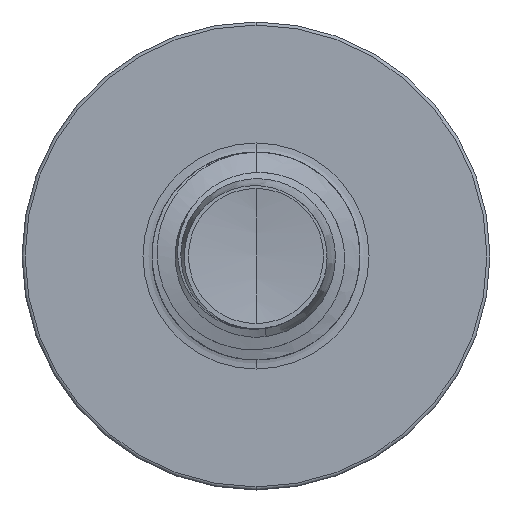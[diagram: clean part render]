
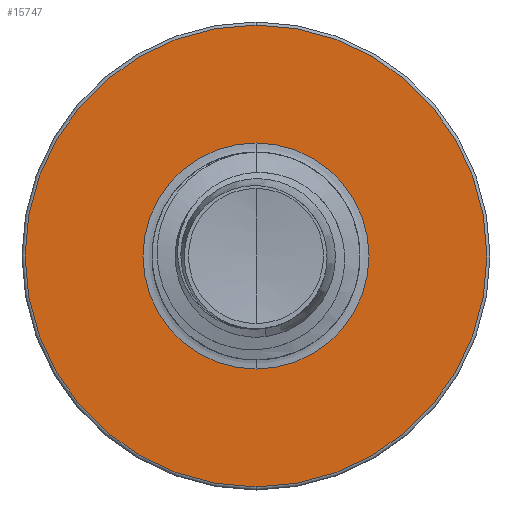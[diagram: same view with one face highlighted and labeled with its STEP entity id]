
A CAD part, front view. The second image highlights one B-rep face of the part: STEP entity #15747.
In plain terms, the highlighted planar face has unit normal (0, -1, 0).
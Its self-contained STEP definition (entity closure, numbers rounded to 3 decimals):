
#747 = DIRECTION ( 'NONE',  ( 0., 1., 0. ) ) ;
#828 = AXIS2_PLACEMENT_3D ( 'NONE', #14820, #2457, #16233 ) ;
#1279 = AXIS2_PLACEMENT_3D ( 'NONE', #17550, #6974, #18626 ) ;
#1567 = ORIENTED_EDGE ( 'NONE', *, *, #20997, .F. ) ;
#2457 = DIRECTION ( 'NONE',  ( 0., 1., 0. ) ) ;
#3057 = CARTESIAN_POINT ( 'NONE',  ( 0., 10., 4.44 ) ) ;
#3240 = CARTESIAN_POINT ( 'NONE',  ( 0., 10., -4.44 ) ) ;
#3535 = VERTEX_POINT ( 'NONE', #3057 ) ;
#3583 = AXIS2_PLACEMENT_3D ( 'NONE', #13630, #747, #15218 ) ;
#4493 = DIRECTION ( 'NONE',  ( 0., 1., 0. ) ) ;
#4546 = AXIS2_PLACEMENT_3D ( 'NONE', #16055, #4493, #17458 ) ;
#6017 = EDGE_LOOP ( 'NONE', ( #6947, #1567 ) ) ;
#6339 = DIRECTION ( 'NONE',  ( 0., 0., 1. ) ) ;
#6351 = DIRECTION ( 'NONE',  ( 0., 1., 0. ) ) ;
#6475 = PLANE ( 'NONE',  #11687 ) ;
#6506 = CARTESIAN_POINT ( 'NONE',  ( 0., 10., -2.174 ) ) ;
#6822 = CIRCLE ( 'NONE', #1279, 2.174 ) ;
#6898 = CARTESIAN_POINT ( 'NONE',  ( 0., 10., 2.174 ) ) ;
#6947 = ORIENTED_EDGE ( 'NONE', *, *, #19498, .F. ) ;
#6974 = DIRECTION ( 'NONE',  ( 0., 1., 0. ) ) ;
#7098 = VERTEX_POINT ( 'NONE', #13661 ) ;
#11687 = AXIS2_PLACEMENT_3D ( 'NONE', #6506, #6351, #6339 ) ;
#12343 = FACE_OUTER_BOUND ( 'NONE', #6017, .T. ) ;
#12601 = CIRCLE ( 'NONE', #4546, 2.174 ) ;
#13630 = CARTESIAN_POINT ( 'NONE',  ( 0., 10., 0. ) ) ;
#13661 = CARTESIAN_POINT ( 'NONE',  ( 0., 10., -2.174 ) ) ;
#13719 = VERTEX_POINT ( 'NONE', #3240 ) ;
#14056 = EDGE_LOOP ( 'NONE', ( #17485, #22088 ) ) ;
#14820 = CARTESIAN_POINT ( 'NONE',  ( 0., 10., 0. ) ) ;
#14977 = CIRCLE ( 'NONE', #3583, 4.44 ) ;
#15001 = VERTEX_POINT ( 'NONE', #6898 ) ;
#15218 = DIRECTION ( 'NONE',  ( 0., 0., 1. ) ) ;
#15747 = ADVANCED_FACE ( 'NONE', ( #12343, #18856 ), #6475, .F. ) ;
#16055 = CARTESIAN_POINT ( 'NONE',  ( 0., 10., 0. ) ) ;
#16233 = DIRECTION ( 'NONE',  ( 0., 0., 1. ) ) ;
#17458 = DIRECTION ( 'NONE',  ( 0., 0., 1. ) ) ;
#17485 = ORIENTED_EDGE ( 'NONE', *, *, #20940, .T. ) ;
#17550 = CARTESIAN_POINT ( 'NONE',  ( 0., 10., 0. ) ) ;
#18626 = DIRECTION ( 'NONE',  ( 0., 0., 1. ) ) ;
#18856 = FACE_BOUND ( 'NONE', #14056, .T. ) ;
#19251 = EDGE_CURVE ( 'NONE', #7098, #15001, #12601, .T. ) ;
#19498 = EDGE_CURVE ( 'NONE', #3535, #13719, #14977, .T. ) ;
#20940 = EDGE_CURVE ( 'NONE', #15001, #7098, #6822, .T. ) ;
#20997 = EDGE_CURVE ( 'NONE', #13719, #3535, #22443, .T. ) ;
#22088 = ORIENTED_EDGE ( 'NONE', *, *, #19251, .T. ) ;
#22443 = CIRCLE ( 'NONE', #828, 4.44 ) ;
